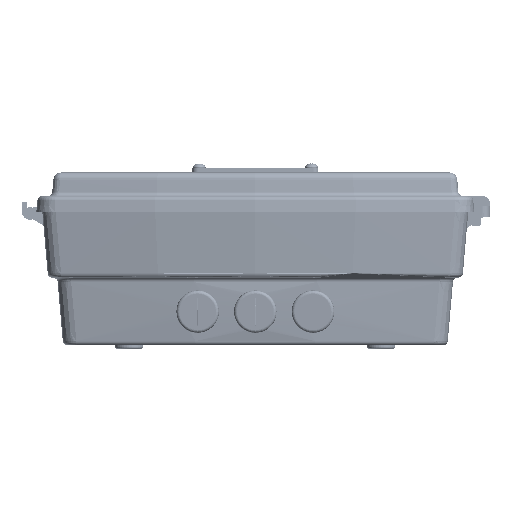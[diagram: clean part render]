
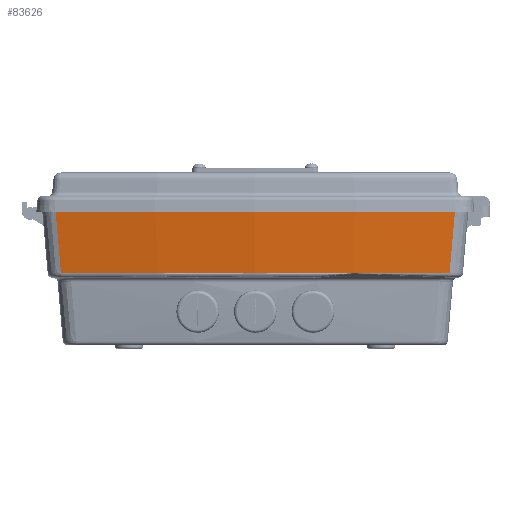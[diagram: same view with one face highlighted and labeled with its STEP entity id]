
A CAD part, front view. The second image highlights one B-rep face of the part: STEP entity #83626.
In plain terms, the highlighted conical face has half-angle 5 degrees and reference radius 846.565 mm.
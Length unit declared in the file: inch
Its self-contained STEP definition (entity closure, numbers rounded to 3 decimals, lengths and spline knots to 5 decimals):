
#4336 = DIRECTION ( 'NONE',  ( -1., 0., 0. ) ) ;
#5014 = CARTESIAN_POINT ( 'NONE',  ( -4.89379, -6.65913, -2.25028 ) ) ;
#8324 = CARTESIAN_POINT ( 'NONE',  ( -4.98997, -6.74102, -3.33858 ) ) ;
#9893 = EDGE_CURVE ( 'NONE', #44478, #35732, #70067, .T. ) ;
#12539 = VERTEX_POINT ( 'NONE', #55104 ) ;
#14337 = ORIENTED_EDGE ( 'NONE', *, *, #59637, .T. ) ;
#17425 = DIRECTION ( 'NONE',  ( 0., 0., -1. ) ) ;
#17757 = CARTESIAN_POINT ( 'NONE',  ( 4.93198, -6.69167, -2.68241 ) ) ;
#18933 = EDGE_CURVE ( 'NONE', #88634, #12539, #78818, .T. ) ;
#20757 = B_SPLINE_CURVE_WITH_KNOTS ( 'NONE', 3,
 ( #91497, #46168, #77005, #17757, #25477, #75585, #32216 ),
 .UNSPECIFIED., .F., .F.,
 ( 4, 3, 4 ),
 ( 0.00322, 0.02, 0.04255 ),
 .UNSPECIFIED. ) ;
#23327 = EDGE_LOOP ( 'NONE', ( #52075, #43967, #72199, #14337 ) ) ;
#24653 = FACE_OUTER_BOUND ( 'NONE', #23327, .T. ) ;
#25477 = CARTESIAN_POINT ( 'NONE',  ( 4.90601, -6.66954, -2.38852 ) ) ;
#26825 = CARTESIAN_POINT ( 'NONE',  ( -4.85406, -6.62523, -1.80073 ) ) ;
#29076 = CARTESIAN_POINT ( 'NONE',  ( 4.98997, -6.74102, -3.33858 ) ) ;
#32216 = CARTESIAN_POINT ( 'NONE',  ( 4.85406, -6.62523, -1.80073 ) ) ;
#34167 = AXIS2_PLACEMENT_3D ( 'NONE', #40922, #92983, #4336 ) ;
#35087 = B_SPLINE_CURVE_WITH_KNOTS ( 'NONE', 3,
 ( #70953, #48781, #5014, #93174, #82008, #80111, #8324 ),
 .UNSPECIFIED., .F., .F.,
 ( 4, 3, 4 ),
 ( 0.00276, 0.02, 0.04208 ),
 .UNSPECIFIED. ) ;
#35275 = DIRECTION ( 'NONE',  ( 1., 0., 0. ) ) ;
#35732 = VERTEX_POINT ( 'NONE', #26825 ) ;
#40922 = CARTESIAN_POINT ( 'NONE',  ( 0., 26.35827, -3.33858 ) ) ;
#43967 = ORIENTED_EDGE ( 'NONE', *, *, #82856, .T. ) ;
#44478 = VERTEX_POINT ( 'NONE', #93214 ) ;
#45360 = CARTESIAN_POINT ( 'NONE',  ( 0., 26.35827, -1.69291 ) ) ;
#45832 = DIRECTION ( 'NONE',  ( -1., 0., 0. ) ) ;
#46168 = CARTESIAN_POINT ( 'NONE',  ( 4.97064, -6.72458, -3.11986 ) ) ;
#48749 = DIRECTION ( 'NONE',  ( 0., 0., -1. ) ) ;
#48781 = CARTESIAN_POINT ( 'NONE',  ( -4.87393, -6.64219, -2.0255 ) ) ;
#52075 = ORIENTED_EDGE ( 'NONE', *, *, #18933, .F. ) ;
#53155 = AXIS2_PLACEMENT_3D ( 'NONE', #85455, #48749, #35275 ) ;
#55104 = CARTESIAN_POINT ( 'NONE',  ( -4.98997, -6.74102, -3.33858 ) ) ;
#59637 = EDGE_CURVE ( 'NONE', #35732, #12539, #35087, .T. ) ;
#70067 = CIRCLE ( 'NONE', #53155, 33.33877 ) ;
#70953 = CARTESIAN_POINT ( 'NONE',  ( -4.85406, -6.62523, -1.80073 ) ) ;
#72199 = ORIENTED_EDGE ( 'NONE', *, *, #9893, .T. ) ;
#75585 = CARTESIAN_POINT ( 'NONE',  ( 4.88003, -6.6474, -2.09462 ) ) ;
#77005 = CARTESIAN_POINT ( 'NONE',  ( 4.95131, -6.70813, -2.90114 ) ) ;
#78818 = CIRCLE ( 'NONE', #34167, 33.47331 ) ;
#80111 = CARTESIAN_POINT ( 'NONE',  ( -4.96453, -6.71938, -3.05074 ) ) ;
#80803 = AXIS2_PLACEMENT_3D ( 'NONE', #45360, #17425, #45832 ) ;
#82008 = CARTESIAN_POINT ( 'NONE',  ( -4.93909, -6.69773, -2.7629 ) ) ;
#82856 = EDGE_CURVE ( 'NONE', #88634, #44478, #20757, .T. ) ;
#83626 = ADVANCED_FACE ( 'NONE', ( #24653 ), #87060, .T. ) ;
#85455 = CARTESIAN_POINT ( 'NONE',  ( 0., 26.35827, -1.80073 ) ) ;
#87060 = CONICAL_SURFACE ( 'NONE', #80803, 33.32933, 0.087 ) ;
#88634 = VERTEX_POINT ( 'NONE', #29076 ) ;
#91497 = CARTESIAN_POINT ( 'NONE',  ( 4.98997, -6.74102, -3.33858 ) ) ;
#92983 = DIRECTION ( 'NONE',  ( 0., 0., -1. ) ) ;
#93174 = CARTESIAN_POINT ( 'NONE',  ( -4.91366, -6.67605, -2.47506 ) ) ;
#93214 = CARTESIAN_POINT ( 'NONE',  ( 4.85406, -6.62523, -1.80073 ) ) ;
